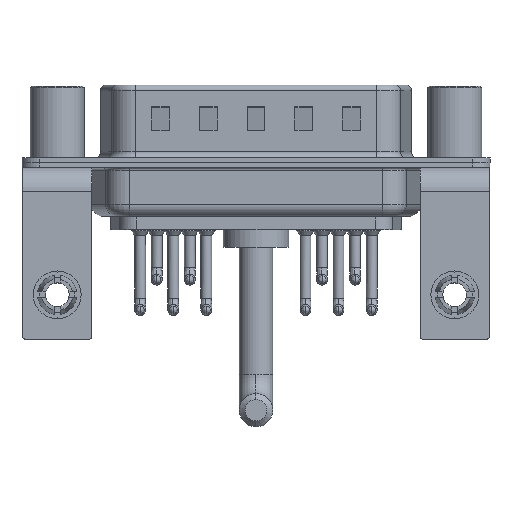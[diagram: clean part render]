
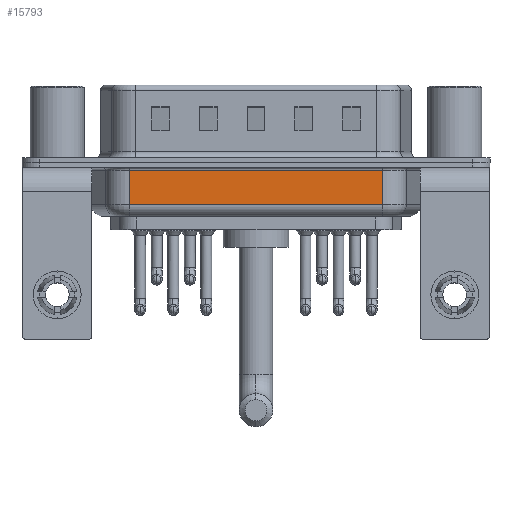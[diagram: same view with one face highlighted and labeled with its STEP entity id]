
A CAD part, front view. The second image highlights one B-rep face of the part: STEP entity #15793.
In plain terms, the highlighted planar face has unit normal (0, -1, 0).
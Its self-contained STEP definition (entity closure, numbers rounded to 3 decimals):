
#314 = EDGE_CURVE ( 'NONE', #17785, #22631, #9515, .T. ) ;
#1352 = CARTESIAN_POINT ( 'NONE',  ( 27.269, -5.35, -0.65 ) ) ;
#1813 = CARTESIAN_POINT ( 'NONE',  ( 6.031, -5.35, -3.5 ) ) ;
#1942 = CARTESIAN_POINT ( 'NONE',  ( 27.269, -5.35, -3.5 ) ) ;
#2045 = FACE_OUTER_BOUND ( 'NONE', #11990, .T. ) ;
#2286 = CARTESIAN_POINT ( 'NONE',  ( 6.031, -5.35, -3.5 ) ) ;
#3172 = LINE ( 'NONE', #24900, #21887 ) ;
#3216 = EDGE_CURVE ( 'NONE', #3708, #11190, #21320, .T. ) ;
#3708 = VERTEX_POINT ( 'NONE', #1352 ) ;
#5423 = CARTESIAN_POINT ( 'NONE',  ( 6.031, -5.35, -0.65 ) ) ;
#5900 = VECTOR ( 'NONE', #12945, 1000. ) ;
#7085 = VECTOR ( 'NONE', #19475, 1000. ) ;
#8137 = LINE ( 'NONE', #12187, #10138 ) ;
#8698 = ORIENTED_EDGE ( 'NONE', *, *, #3216, .T. ) ;
#9515 = LINE ( 'NONE', #1813, #7085 ) ;
#10138 = VECTOR ( 'NONE', #14026, 1000. ) ;
#11121 = ORIENTED_EDGE ( 'NONE', *, *, #19000, .F. ) ;
#11190 = VERTEX_POINT ( 'NONE', #5423 ) ;
#11313 = ORIENTED_EDGE ( 'NONE', *, *, #314, .T. ) ;
#11733 = DIRECTION ( 'NONE',  ( 0., 1., 0. ) ) ;
#11990 = EDGE_LOOP ( 'NONE', ( #11121, #11313, #15741, #8698 ) ) ;
#12124 = AXIS2_PLACEMENT_3D ( 'NONE', #17624, #11733, #19966 ) ;
#12187 = CARTESIAN_POINT ( 'NONE',  ( 6.031, -5.35, -4.5 ) ) ;
#12945 = DIRECTION ( 'NONE',  ( -1., 0., 0. ) ) ;
#14026 = DIRECTION ( 'NONE',  ( 0., 0., 1. ) ) ;
#15191 = CARTESIAN_POINT ( 'NONE',  ( 6.031, -5.35, -0.65 ) ) ;
#15741 = ORIENTED_EDGE ( 'NONE', *, *, #19268, .T. ) ;
#15793 = ADVANCED_FACE ( 'NONE', ( #2045 ), #22053, .F. ) ;
#17624 = CARTESIAN_POINT ( 'NONE',  ( 6.031, -5.35, -4.5 ) ) ;
#17785 = VERTEX_POINT ( 'NONE', #2286 ) ;
#19000 = EDGE_CURVE ( 'NONE', #17785, #11190, #8137, .T. ) ;
#19268 = EDGE_CURVE ( 'NONE', #22631, #3708, #3172, .T. ) ;
#19475 = DIRECTION ( 'NONE',  ( 1., 0., 0. ) ) ;
#19966 = DIRECTION ( 'NONE',  ( 0., 0., 1. ) ) ;
#21320 = LINE ( 'NONE', #15191, #5900 ) ;
#21887 = VECTOR ( 'NONE', #22668, 1000. ) ;
#22053 = PLANE ( 'NONE',  #12124 ) ;
#22631 = VERTEX_POINT ( 'NONE', #1942 ) ;
#22668 = DIRECTION ( 'NONE',  ( 0., 0., 1. ) ) ;
#24900 = CARTESIAN_POINT ( 'NONE',  ( 27.269, -5.35, -4.5 ) ) ;
